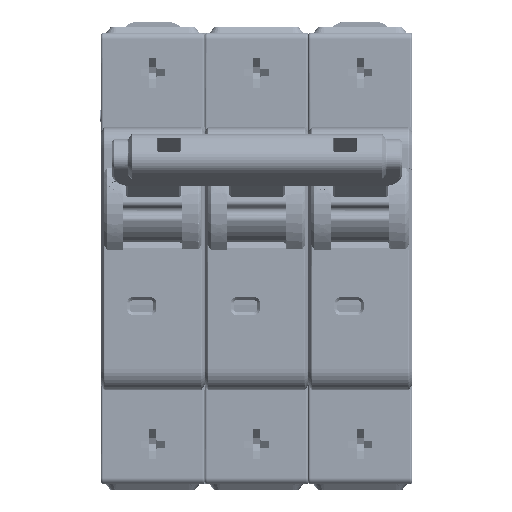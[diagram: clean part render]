
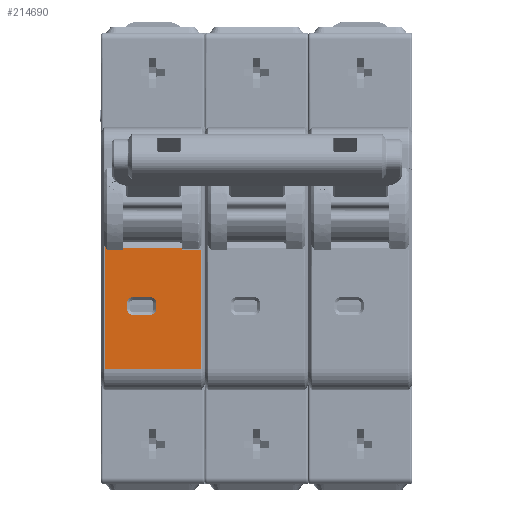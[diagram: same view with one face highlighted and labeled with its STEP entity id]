
A CAD part, left-side view. The second image highlights one B-rep face of the part: STEP entity #214690.
In plain terms, the highlighted planar face has unit normal (-1, 0, 0).
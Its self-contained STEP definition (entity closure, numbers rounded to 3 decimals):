
#27020=CARTESIAN_POINT('',(6.75,38.973,
-40.459));
#28681=DIRECTION('',(0.,0.,1.));
#28682=VECTOR('',#28681,0.265);
#28683=CARTESIAN_POINT('',(6.75,42.168,
-40.459));
#28684=LINE('',#28683,#28682);
#30073=DIRECTION('',(0.,0.,-1.));
#30074=VECTOR('',#30073,21.024);
#30075=CARTESIAN_POINT('',(6.75,55.363,
-39.876));
#30076=LINE('',#30075,#30074);
#30077=DIRECTION('',(0.,-1.,0.));
#30078=VECTOR('',#30077,2.8);
#30079=CARTESIAN_POINT('',(6.75,54.968,
-40.459));
#30080=LINE('',#30079,#30078);
#30081=DIRECTION('',(0.,0.,1.));
#30082=VECTOR('',#30081,0.265);
#30083=CARTESIAN_POINT('',(6.75,52.168,
-40.459));
#30084=LINE('',#30083,#30082);
#30085=DIRECTION('',(0.,-1.,0.));
#30086=VECTOR('',#30085,10.);
#30087=CARTESIAN_POINT('',(6.75,52.168,
-40.194));
#30088=LINE('',#30087,#30086);
#30089=DIRECTION('',(0.,-1.,0.));
#30090=VECTOR('',#30089,3.195);
#30091=CARTESIAN_POINT('',(6.75,42.168,
-40.459));
#30092=LINE('',#30091,#30090);
#30093=DIRECTION('',(0.,0.,1.));
#30094=VECTOR('',#30093,20.441);
#30095=CARTESIAN_POINT('',(6.75,38.973,
-60.9));
#30096=LINE('',#30095,#30094);
#30097=DIRECTION('',(0.,-1.,0.));
#30098=VECTOR('',#30097,16.39);
#30099=CARTESIAN_POINT('',(6.75,55.363,
-60.9));
#30100=LINE('',#30099,#30098);
#30101=CARTESIAN_POINT('',(6.75,50.568,-50.6));
#30102=DIRECTION('',(1.,0.,0.));
#30103=DIRECTION('',(0.,0.,-1.));
#30104=AXIS2_PLACEMENT_3D('',#30101,#30102,#30103);
#30106=DIRECTION('',(0.,1.,0.));
#30107=VECTOR('',#30106,3.);
#30108=CARTESIAN_POINT('',(6.75,47.568,
-51.6));
#30109=LINE('',#30108,#30107);
#30110=CARTESIAN_POINT('',(6.75,47.568,-50.6));
#30111=DIRECTION('',(1.,0.,0.));
#30112=DIRECTION('',(0.,-1.,0.));
#30113=AXIS2_PLACEMENT_3D('',#30110,#30111,#30112);
#30115=DIRECTION('',(0.,0.,-1.));
#30116=VECTOR('',#30115,1.);
#30117=CARTESIAN_POINT('',(6.75,46.568,
-49.6));
#30118=LINE('',#30117,#30116);
#30119=CARTESIAN_POINT('',(6.75,47.568,-49.6));
#30120=DIRECTION('',(1.,0.,0.));
#30121=DIRECTION('',(0.,0.,1.));
#30122=AXIS2_PLACEMENT_3D('',#30119,#30120,#30121);
#30124=DIRECTION('',(0.,-1.,0.));
#30125=VECTOR('',#30124,3.);
#30126=CARTESIAN_POINT('',(6.75,50.568,
-48.6));
#30127=LINE('',#30126,#30125);
#30128=CARTESIAN_POINT('',(6.75,50.568,-49.6));
#30129=DIRECTION('',(1.,0.,0.));
#30130=DIRECTION('',(0.,1.,0.));
#30131=AXIS2_PLACEMENT_3D('',#30128,#30129,#30130);
#30133=DIRECTION('',(0.,0.,1.));
#30134=VECTOR('',#30133,1.);
#30135=CARTESIAN_POINT('',(6.75,51.568,
-50.6));
#30136=LINE('',#30135,#30134);
#30151=CARTESIAN_POINT('',(6.75,54.968,
-40.459));
#30152=CARTESIAN_POINT('',(6.75,55.014,
-40.392));
#30153=CARTESIAN_POINT('',(6.75,55.105,
-40.26));
#30154=CARTESIAN_POINT('',(6.75,55.237,
-40.065));
#30155=CARTESIAN_POINT('',(6.75,55.321,
-39.939));
#30156=CARTESIAN_POINT('',(6.75,55.363,
-39.876));
#172543=CARTESIAN_POINT('',(6.75,54.968,
-40.459));
#172544=VERTEX_POINT('',#172543);
#173680=CARTESIAN_POINT('',(6.75,50.568,-51.6));
#173681=CARTESIAN_POINT('',(6.75,51.568,-50.6));
#173682=VERTEX_POINT('',#173680);
#173683=VERTEX_POINT('',#173681);
#173688=CARTESIAN_POINT('',(6.75,51.568,
-49.6));
#173689=VERTEX_POINT('',#173688);
#173692=CARTESIAN_POINT('',(6.75,50.568,-48.6));
#173693=VERTEX_POINT('',#173692);
#173696=CARTESIAN_POINT('',(6.75,47.568,
-48.6));
#173697=VERTEX_POINT('',#173696);
#173700=CARTESIAN_POINT('',(6.75,46.568,-49.6));
#173701=VERTEX_POINT('',#173700);
#173704=CARTESIAN_POINT('',(6.75,46.568,
-50.6));
#173705=VERTEX_POINT('',#173704);
#173708=CARTESIAN_POINT('',(6.75,47.568,-51.6));
#173709=VERTEX_POINT('',#173708);
#174908=CARTESIAN_POINT('',(6.75,55.363,-60.9));
#174909=VERTEX_POINT('',#174908);
#174912=CARTESIAN_POINT('',(6.75,55.363,
-39.876));
#174913=VERTEX_POINT('',#174912);
#174919=CARTESIAN_POINT('',(6.75,38.973,
-60.9));
#174920=VERTEX_POINT('',#174919);
#174925=VERTEX_POINT('',#27020);
#175165=CARTESIAN_POINT('',(6.75,42.168,
-40.459));
#175166=VERTEX_POINT('',#175165);
#175167=CARTESIAN_POINT('',(6.75,52.168,
-40.194));
#175168=VERTEX_POINT('',#175167);
#175169=CARTESIAN_POINT('',(6.75,42.168,
-40.194));
#175170=VERTEX_POINT('',#175169);
#175171=CARTESIAN_POINT('',(6.75,52.168,
-40.459));
#175172=VERTEX_POINT('',#175171);
#214652=CARTESIAN_POINT('',(6.75,56.018,-64.4));
#214653=DIRECTION('',(-1.,0.,0.));
#214654=DIRECTION('',(0.,0.,1.));
#214655=AXIS2_PLACEMENT_3D('',#214652,#214653,#214654);
#214656=PLANE('',#214655);
#214658=ORIENTED_EDGE('',*,*,#214657,.F.);
#214660=ORIENTED_EDGE('',*,*,#214659,.F.);
#214662=ORIENTED_EDGE('',*,*,#214661,.T.);
#214664=ORIENTED_EDGE('',*,*,#214663,.T.);
#214665=ORIENTED_EDGE('',*,*,#214642,.T.);
#214666=ORIENTED_EDGE('',*,*,#212856,.F.);
#214667=ORIENTED_EDGE('',*,*,#211174,.T.);
#214668=ORIENTED_EDGE('',*,*,#211195,.F.);
#214669=ORIENTED_EDGE('',*,*,#211248,.F.);
#214670=EDGE_LOOP('',(#214658,#214660,#214662,#214664,#214665,#214666,#214667,
#214668,#214669));
#214671=FACE_OUTER_BOUND('',#214670,.F.);
#214673=ORIENTED_EDGE('',*,*,#214672,.F.);
#214675=ORIENTED_EDGE('',*,*,#214674,.F.);
#214677=ORIENTED_EDGE('',*,*,#214676,.F.);
#214679=ORIENTED_EDGE('',*,*,#214678,.F.);
#214681=ORIENTED_EDGE('',*,*,#214680,.F.);
#214683=ORIENTED_EDGE('',*,*,#214682,.F.);
#214685=ORIENTED_EDGE('',*,*,#214684,.F.);
#214687=ORIENTED_EDGE('',*,*,#214686,.F.);
#214688=EDGE_LOOP('',(#214673,#214675,#214677,#214679,#214681,#214683,#214685,
#214687));
#214689=FACE_BOUND('',#214688,.F.);
#214690=ADVANCED_FACE('',(#214671,#214689),#214656,.T.);
#30105=CIRCLE('',#30104,1.);
#30114=CIRCLE('',#30113,1.);
#30123=CIRCLE('',#30122,1.);
#30132=CIRCLE('',#30131,1.);
#30157=B_SPLINE_CURVE_WITH_KNOTS('',3,(#30151,#30152,#30153,#30154,#30155,
#30156),.UNSPECIFIED.,.F.,.F.,(4,1,1,4),(0.,0.333,
0.667,1.),.UNSPECIFIED.);
#211174=EDGE_CURVE('',#175166,#174925,#30092,.T.);
#211195=EDGE_CURVE('',#174920,#174925,#30096,.T.);
#211248=EDGE_CURVE('',#174909,#174920,#30100,.T.);
#212856=EDGE_CURVE('',#175166,#175170,#28684,.T.);
#214642=EDGE_CURVE('',#175168,#175170,#30088,.T.);
#214657=EDGE_CURVE('',#174913,#174909,#30076,.T.);
#214659=EDGE_CURVE('',#172544,#174913,#30157,.T.);
#214661=EDGE_CURVE('',#172544,#175172,#30080,.T.);
#214663=EDGE_CURVE('',#175172,#175168,#30084,.T.);
#214672=EDGE_CURVE('',#173682,#173683,#30105,.T.);
#214674=EDGE_CURVE('',#173709,#173682,#30109,.T.);
#214676=EDGE_CURVE('',#173705,#173709,#30114,.T.);
#214678=EDGE_CURVE('',#173701,#173705,#30118,.T.);
#214680=EDGE_CURVE('',#173697,#173701,#30123,.T.);
#214682=EDGE_CURVE('',#173693,#173697,#30127,.T.);
#214684=EDGE_CURVE('',#173689,#173693,#30132,.T.);
#214686=EDGE_CURVE('',#173683,#173689,#30136,.T.);
